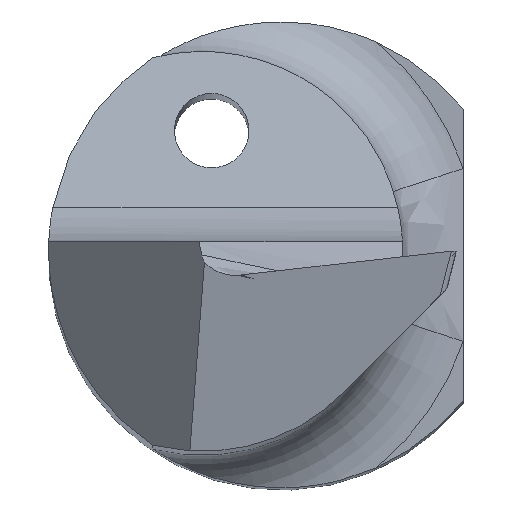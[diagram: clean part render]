
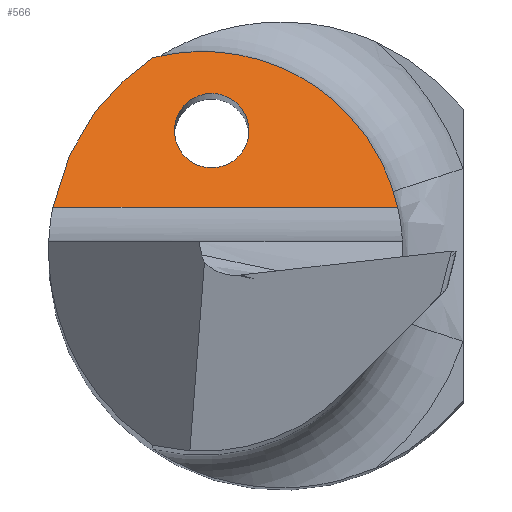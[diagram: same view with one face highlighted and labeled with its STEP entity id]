
A CAD part, top view. The second image highlights one B-rep face of the part: STEP entity #566.
In plain terms, the highlighted planar face has unit normal (0, 0.766, 0.643).
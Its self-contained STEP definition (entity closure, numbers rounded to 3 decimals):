
#13 = CARTESIAN_POINT ( 'NONE',  ( -2.326, 1.142, 35.227 ) ) ;
#18 = CARTESIAN_POINT ( 'NONE',  ( -1.55, 1.699, 34.562 ) ) ;
#23 = CARTESIAN_POINT ( 'NONE',  ( 0.05, 0.899, 35.516 ) ) ;
#50 = LINE ( 'NONE', #641, #87 ) ;
#51 = DIRECTION ( 'NONE',  ( 0., 0.643, -0.766 ) ) ;
#82 = ORIENTED_EDGE ( 'NONE', *, *, #734, .F. ) ;
#87 = VECTOR ( 'NONE', #340, 1000. ) ;
#95 = CARTESIAN_POINT ( 'NONE',  ( -0.75, 1.699, 34.562 ) ) ;
#97 = EDGE_LOOP ( 'NONE', ( #694 ) ) ;
#103 = FACE_OUTER_BOUND ( 'NONE', #767, .T. ) ;
#118 =( BOUNDED_CURVE ( )  B_SPLINE_CURVE ( 3, ( #952, #655, #285, #663 ),
 .UNSPECIFIED., .F., .T. ) 
 B_SPLINE_CURVE_WITH_KNOTS ( ( 4, 4 ),
 ( 6.033, 7.632 ),
 .UNSPECIFIED. ) 
 CURVE ( )  GEOMETRIC_REPRESENTATION_ITEM ( )  RATIONAL_B_SPLINE_CURVE ( ( 1., 0.798, 0.798, 1. ) ) 
 REPRESENTATION_ITEM ( '' )  );
#144 = EDGE_CURVE ( 'NONE', #630, #648, #50, .T. ) ;
#175 = CARTESIAN_POINT ( 'NONE',  ( -1.55, 0.899, 35.516 ) ) ;
#216 = CARTESIAN_POINT ( 'NONE',  ( -2.455, 0.474, 36.022 ) ) ;
#248 = PLANE ( 'NONE',  #956 ) ;
#254 = CARTESIAN_POINT ( 'NONE',  ( -0.75, 1.699, 34.562 ) ) ;
#285 = CARTESIAN_POINT ( 'NONE',  ( 0.963, 1.73, 34.526 ) ) ;
#322 = ORIENTED_EDGE ( 'NONE', *, *, #144, .T. ) ;
#340 = DIRECTION ( 'NONE',  ( 1., 0., 0. ) ) ;
#369 = CARTESIAN_POINT ( 'NONE',  ( -1.949, 1.707, 34.553 ) ) ;
#387 = CARTESIAN_POINT ( 'NONE',  ( -0.75, 1.699, 34.562 ) ) ;
#395 = CARTESIAN_POINT ( 'NONE',  ( -0.75, 0.899, 35.516 ) ) ;
#434 = CARTESIAN_POINT ( 'NONE',  ( 1.247, 0.474, 36.022 ) ) ;
#517 = CARTESIAN_POINT ( 'NONE',  ( -1.382, 2.083, 34.105 ) ) ;
#519 = EDGE_CURVE ( 'NONE', #849, #849, #809, .T. ) ;
#565 = DIRECTION ( 'NONE',  ( 0., -0.766, -0.643 ) ) ;
#566 = ADVANCED_FACE ( 'NONE', ( #913, #103 ), #248, .F. ) ;
#574 = VERTEX_POINT ( 'NONE', #842 ) ;
#630 = VERTEX_POINT ( 'NONE', #821 ) ;
#641 = CARTESIAN_POINT ( 'NONE',  ( -2.5, 0.474, 36.022 ) ) ;
#648 = VERTEX_POINT ( 'NONE', #434 ) ;
#655 = CARTESIAN_POINT ( 'NONE',  ( -0.135, 2.402, 33.725 ) ) ;
#663 = CARTESIAN_POINT ( 'NONE',  ( 1.247, 0.474, 36.022 ) ) ;
#694 = ORIENTED_EDGE ( 'NONE', *, *, #519, .F. ) ;
#695 = CARTESIAN_POINT ( 'NONE',  ( -2.5, 0.474, 36.022 ) ) ;
#723 = ORIENTED_EDGE ( 'NONE', *, *, #827, .F. ) ;
#734 = EDGE_CURVE ( 'NONE', #630, #574, #783, .T. ) ;
#767 = EDGE_LOOP ( 'NONE', ( #322, #723, #82 ) ) ;
#783 =( BOUNDED_CURVE ( )  B_SPLINE_CURVE ( 3, ( #216, #13, #369, #517 ),
 .UNSPECIFIED., .F., .T. ) 
 B_SPLINE_CURVE_WITH_KNOTS ( ( 4, 4 ),
 ( 4.903, 5.697 ),
 .UNSPECIFIED. ) 
 CURVE ( )  GEOMETRIC_REPRESENTATION_ITEM ( )  RATIONAL_B_SPLINE_CURVE ( ( 1., 0.948, 0.948, 1. ) ) 
 REPRESENTATION_ITEM ( '' )  );
#809 =( BOUNDED_CURVE ( )  B_SPLINE_CURVE ( 3, ( #95, #18, #175, #395, #23, #908, #387 ),
 .UNSPECIFIED., .T., .T. ) 
 B_SPLINE_CURVE_WITH_KNOTS ( ( 4, 3, 4 ),
 ( 0., 3.142, 6.283 ),
 .UNSPECIFIED. ) 
 CURVE ( )  GEOMETRIC_REPRESENTATION_ITEM ( )  RATIONAL_B_SPLINE_CURVE ( ( 1., 0.333, 0.333, 1., 0.333, 0.333, 1. ) ) 
 REPRESENTATION_ITEM ( '' )  );
#821 = CARTESIAN_POINT ( 'NONE',  ( -2.455, 0.474, 36.022 ) ) ;
#827 = EDGE_CURVE ( 'NONE', #574, #648, #118, .T. ) ;
#842 = CARTESIAN_POINT ( 'NONE',  ( -1.382, 2.083, 34.105 ) ) ;
#849 = VERTEX_POINT ( 'NONE', #254 ) ;
#908 = CARTESIAN_POINT ( 'NONE',  ( 0.05, 1.699, 34.562 ) ) ;
#913 = FACE_BOUND ( 'NONE', #97, .T. ) ;
#952 = CARTESIAN_POINT ( 'NONE',  ( -1.382, 2.083, 34.105 ) ) ;
#956 = AXIS2_PLACEMENT_3D ( 'NONE', #695, #565, #51 ) ;
